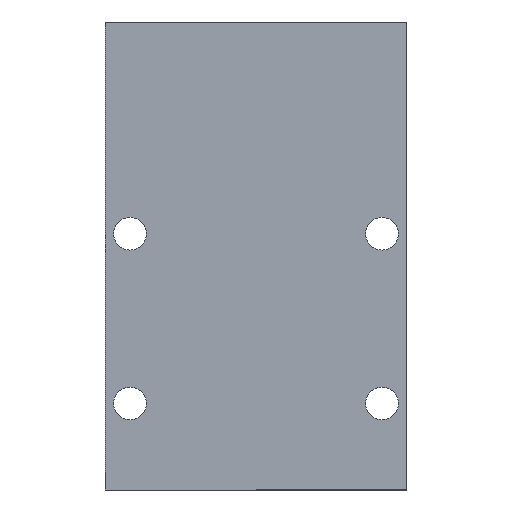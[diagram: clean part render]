
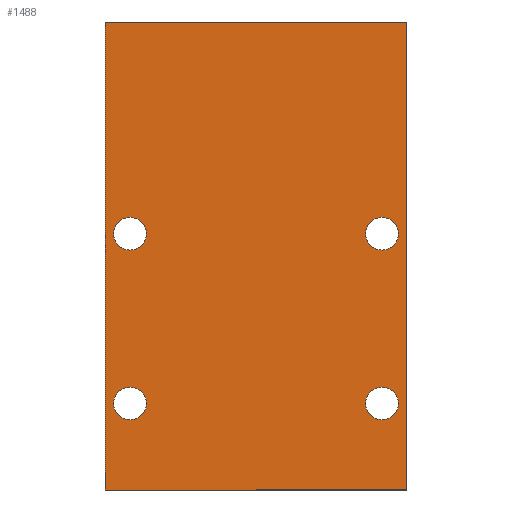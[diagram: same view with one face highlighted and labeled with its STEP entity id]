
A CAD part, front view. The second image highlights one B-rep face of the part: STEP entity #1488.
In plain terms, the highlighted planar face has unit normal (0, -1, 0).
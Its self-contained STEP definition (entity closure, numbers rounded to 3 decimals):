
#54 = AXIS2_PLACEMENT_3D ( 'NONE', #750, #744, #740 ) ;
#79 = CARTESIAN_POINT ( 'NONE',  ( -29.745, 3.175, -17.78 ) ) ;
#95 = CIRCLE ( 'NONE', #3014, 1.93 ) ;
#120 = CARTESIAN_POINT ( 'NONE',  ( 13.356, 3.175, -14.875 ) ) ;
#146 = CIRCLE ( 'NONE', #3352, 1.93 ) ;
#271 = DIRECTION ( 'NONE',  ( 1., 0., 0. ) ) ;
#276 = EDGE_CURVE ( 'NONE', #1118, #1228, #2580, .T. ) ;
#278 = DIRECTION ( 'NONE',  ( 0., -1., 0. ) ) ;
#284 = CARTESIAN_POINT ( 'NONE',  ( 15.286, 3.175, 14.875 ) ) ;
#302 = FACE_BOUND ( 'NONE', #1942, .T. ) ;
#315 = DIRECTION ( 'NONE',  ( 1., 0., 0. ) ) ;
#345 = CARTESIAN_POINT ( 'NONE',  ( -4.746, 3.175, -14.875 ) ) ;
#421 = DIRECTION ( 'NONE',  ( 1., 0., 0. ) ) ;
#488 = CARTESIAN_POINT ( 'NONE',  ( -53.785, 3.175, 17.78 ) ) ;
#514 = FACE_BOUND ( 'NONE', #3147, .T. ) ;
#526 = EDGE_CURVE ( 'NONE', #2473, #607, #95, .T. ) ;
#599 = CIRCLE ( 'NONE', #1573, 1.93 ) ;
#607 = VERTEX_POINT ( 'NONE', #3533 ) ;
#666 = CARTESIAN_POINT ( 'NONE',  ( 15.287, 3.175, -14.875 ) ) ;
#674 = CARTESIAN_POINT ( 'NONE',  ( -2.816, 3.175, -14.875 ) ) ;
#682 = DIRECTION ( 'NONE',  ( 1., 0., 0. ) ) ;
#720 = EDGE_CURVE ( 'NONE', #960, #2294, #2749, .T. ) ;
#740 = DIRECTION ( 'NONE',  ( 1., 0., 0. ) ) ;
#744 = DIRECTION ( 'NONE',  ( 0., -1., 0. ) ) ;
#750 = CARTESIAN_POINT ( 'NONE',  ( -4.746, 3.175, -14.875 ) ) ;
#795 = VERTEX_POINT ( 'NONE', #3172 ) ;
#845 = CARTESIAN_POINT ( 'NONE',  ( 25.504, 3.175, -17.78 ) ) ;
#943 = EDGE_LOOP ( 'NONE', ( #3286, #3370 ) ) ;
#960 = VERTEX_POINT ( 'NONE', #2751 ) ;
#1002 = DIRECTION ( 'NONE',  ( 1., 0., 0. ) ) ;
#1091 = CARTESIAN_POINT ( 'NONE',  ( -6.677, 3.175, -14.875 ) ) ;
#1117 = ORIENTED_EDGE ( 'NONE', *, *, #3741, .T. ) ;
#1118 = VERTEX_POINT ( 'NONE', #2569 ) ;
#1200 = CARTESIAN_POINT ( 'NONE',  ( -4.747, 3.175, 14.875 ) ) ;
#1228 = VERTEX_POINT ( 'NONE', #2327 ) ;
#1297 = EDGE_CURVE ( 'NONE', #1521, #795, #2492, .T. ) ;
#1310 = FACE_OUTER_BOUND ( 'NONE', #1383, .T. ) ;
#1383 = EDGE_LOOP ( 'NONE', ( #1117, #3452, #3728, #2328 ) ) ;
#1458 = LINE ( 'NONE', #2598, #2277 ) ;
#1488 = ADVANCED_FACE ( 'NONE', ( #514, #302, #2702, #1985, #1310 ), #1946, .F. ) ;
#1514 = AXIS2_PLACEMENT_3D ( 'NONE', #345, #2556, #682 ) ;
#1521 = VERTEX_POINT ( 'NONE', #1858 ) ;
#1573 = AXIS2_PLACEMENT_3D ( 'NONE', #666, #2827, #1002 ) ;
#1575 = EDGE_LOOP ( 'NONE', ( #3630, #2554 ) ) ;
#1588 = DIRECTION ( 'NONE',  ( 1., 0., 0. ) ) ;
#1655 = CARTESIAN_POINT ( 'NONE',  ( -53.785, 3.175, -17.78 ) ) ;
#1747 = DIRECTION ( 'NONE',  ( 0., 0., -1. ) ) ;
#1858 = CARTESIAN_POINT ( 'NONE',  ( -2.816, 3.175, 14.875 ) ) ;
#1880 = AXIS2_PLACEMENT_3D ( 'NONE', #2207, #2204, #2201 ) ;
#1935 = DIRECTION ( 'NONE',  ( -1., 0., 0. ) ) ;
#1937 = DIRECTION ( 'NONE',  ( 0., 1., 0. ) ) ;
#1942 = EDGE_LOOP ( 'NONE', ( #3545, #2681 ) ) ;
#1946 = PLANE ( 'NONE',  #3742 ) ;
#1981 = CIRCLE ( 'NONE', #54, 1.93 ) ;
#1985 = FACE_BOUND ( 'NONE', #1575, .T. ) ;
#2006 = CARTESIAN_POINT ( 'NONE',  ( -53.785, 3.175, -152.4 ) ) ;
#2011 = VERTEX_POINT ( 'NONE', #845 ) ;
#2018 = CIRCLE ( 'NONE', #2999, 1.93 ) ;
#2033 = EDGE_CURVE ( 'NONE', #2981, #2788, #1981, .T. ) ;
#2201 = DIRECTION ( 'NONE',  ( 1., 0., 0. ) ) ;
#2204 = DIRECTION ( 'NONE',  ( 0., -1., 0. ) ) ;
#2207 = CARTESIAN_POINT ( 'NONE',  ( -4.747, 3.175, 14.875 ) ) ;
#2217 = EDGE_CURVE ( 'NONE', #607, #2473, #146, .T. ) ;
#2277 = VECTOR ( 'NONE', #2596, 1000. ) ;
#2294 = VERTEX_POINT ( 'NONE', #120 ) ;
#2327 = CARTESIAN_POINT ( 'NONE',  ( 25.503, 3.175, 17.78 ) ) ;
#2328 = ORIENTED_EDGE ( 'NONE', *, *, #276, .F. ) ;
#2391 = AXIS2_PLACEMENT_3D ( 'NONE', #3262, #3254, #3247 ) ;
#2435 = VECTOR ( 'NONE', #1747, 1000. ) ;
#2473 = VERTEX_POINT ( 'NONE', #2883 ) ;
#2489 = EDGE_CURVE ( 'NONE', #2011, #1228, #1458, .T. ) ;
#2492 = CIRCLE ( 'NONE', #1880, 1.93 ) ;
#2498 = VECTOR ( 'NONE', #421, 1000. ) ;
#2554 = ORIENTED_EDGE ( 'NONE', *, *, #2217, .F. ) ;
#2556 = DIRECTION ( 'NONE',  ( 0., -1., 0. ) ) ;
#2569 = CARTESIAN_POINT ( 'NONE',  ( -29.745, 3.175, 17.78 ) ) ;
#2580 = LINE ( 'NONE', #488, #2498 ) ;
#2596 = DIRECTION ( 'NONE',  ( 0., 0., 1. ) ) ;
#2598 = CARTESIAN_POINT ( 'NONE',  ( 25.504, 3.175, -17.78 ) ) ;
#2681 = ORIENTED_EDGE ( 'NONE', *, *, #3460, .F. ) ;
#2702 = FACE_BOUND ( 'NONE', #943, .T. ) ;
#2749 = CIRCLE ( 'NONE', #2391, 1.93 ) ;
#2751 = CARTESIAN_POINT ( 'NONE',  ( 17.217, 3.175, -14.875 ) ) ;
#2788 = VERTEX_POINT ( 'NONE', #1091 ) ;
#2827 = DIRECTION ( 'NONE',  ( 0., -1., 0. ) ) ;
#2883 = CARTESIAN_POINT ( 'NONE',  ( 17.217, 3.175, 14.875 ) ) ;
#2939 = ORIENTED_EDGE ( 'NONE', *, *, #3175, .F. ) ;
#2981 = VERTEX_POINT ( 'NONE', #674 ) ;
#2999 = AXIS2_PLACEMENT_3D ( 'NONE', #1200, #3257, #1588 ) ;
#3014 = AXIS2_PLACEMENT_3D ( 'NONE', #3642, #3632, #3631 ) ;
#3041 = VECTOR ( 'NONE', #315, 1000. ) ;
#3113 = EDGE_CURVE ( 'NONE', #3595, #2011, #3787, .T. ) ;
#3147 = EDGE_LOOP ( 'NONE', ( #3547, #2939 ) ) ;
#3172 = CARTESIAN_POINT ( 'NONE',  ( -6.677, 3.175, 14.875 ) ) ;
#3175 = EDGE_CURVE ( 'NONE', #2788, #2981, #3697, .T. ) ;
#3247 = DIRECTION ( 'NONE',  ( 1., 0., 0. ) ) ;
#3254 = DIRECTION ( 'NONE',  ( 0., -1., 0. ) ) ;
#3257 = DIRECTION ( 'NONE',  ( 0., -1., 0. ) ) ;
#3262 = CARTESIAN_POINT ( 'NONE',  ( 15.287, 3.175, -14.875 ) ) ;
#3286 = ORIENTED_EDGE ( 'NONE', *, *, #720, .F. ) ;
#3352 = AXIS2_PLACEMENT_3D ( 'NONE', #284, #278, #271 ) ;
#3370 = ORIENTED_EDGE ( 'NONE', *, *, #3578, .F. ) ;
#3380 = CARTESIAN_POINT ( 'NONE',  ( -29.745, 3.175, -17.78 ) ) ;
#3452 = ORIENTED_EDGE ( 'NONE', *, *, #3113, .T. ) ;
#3460 = EDGE_CURVE ( 'NONE', #795, #1521, #2018, .T. ) ;
#3533 = CARTESIAN_POINT ( 'NONE',  ( 13.356, 3.175, 14.875 ) ) ;
#3545 = ORIENTED_EDGE ( 'NONE', *, *, #1297, .F. ) ;
#3547 = ORIENTED_EDGE ( 'NONE', *, *, #2033, .F. ) ;
#3578 = EDGE_CURVE ( 'NONE', #2294, #960, #599, .T. ) ;
#3595 = VERTEX_POINT ( 'NONE', #3380 ) ;
#3630 = ORIENTED_EDGE ( 'NONE', *, *, #526, .F. ) ;
#3631 = DIRECTION ( 'NONE',  ( 1., 0., 0. ) ) ;
#3632 = DIRECTION ( 'NONE',  ( 0., -1., 0. ) ) ;
#3642 = CARTESIAN_POINT ( 'NONE',  ( 15.286, 3.175, 14.875 ) ) ;
#3697 = CIRCLE ( 'NONE', #1514, 1.93 ) ;
#3728 = ORIENTED_EDGE ( 'NONE', *, *, #2489, .T. ) ;
#3741 = EDGE_CURVE ( 'NONE', #1118, #3595, #3926, .T. ) ;
#3742 = AXIS2_PLACEMENT_3D ( 'NONE', #2006, #1937, #1935 ) ;
#3787 = LINE ( 'NONE', #1655, #3041 ) ;
#3926 = LINE ( 'NONE', #79, #2435 ) ;
